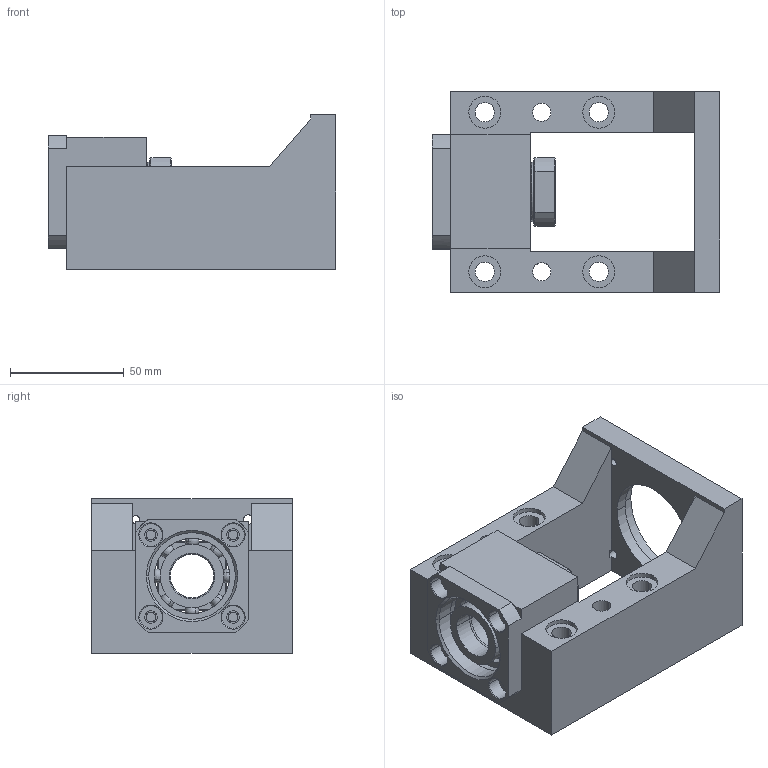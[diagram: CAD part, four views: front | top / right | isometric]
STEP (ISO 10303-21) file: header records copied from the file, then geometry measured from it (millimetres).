
FILE_DESCRIPTION(('CATIA V5 STEP Exchange'),'2;1');
FILE_NAME('TKZC20-60A-XT01580036.stp','2019-10-24T15:53:15+00:00',('none'),('none'),'CATIA Version 5 Release 20 GA (IN-10)','CATIA V5 STEP AP203','none');
FILE_SCHEMA(('CONFIG_CONTROL_DESIGN'));
Length unit declared in the file: millimetre
Products named in the file (1): TKZC20-60A-XT01580036_AllCATPart
Bounding box: 126 x 88 x 68 mm (x, y, z)
Volume: 303118.9 mm3; surface area: 75727.4 mm2
Topology: 18 solids, 21 shells, 274 faces, 663 edges, 387 vertices
Faces by surface type: cylinder 110, plane 72, cone 36, sphere 32, torus 24
Entity records: 6843 total; most frequent: ORIENTED_EDGE 1198, CARTESIAN_POINT 1187, DIRECTION 927, EDGE_CURVE 599, AXIS2_PLACEMENT_3D 521, VERTEX_POINT 387, CIRCLE 348, EDGE_LOOP 328
